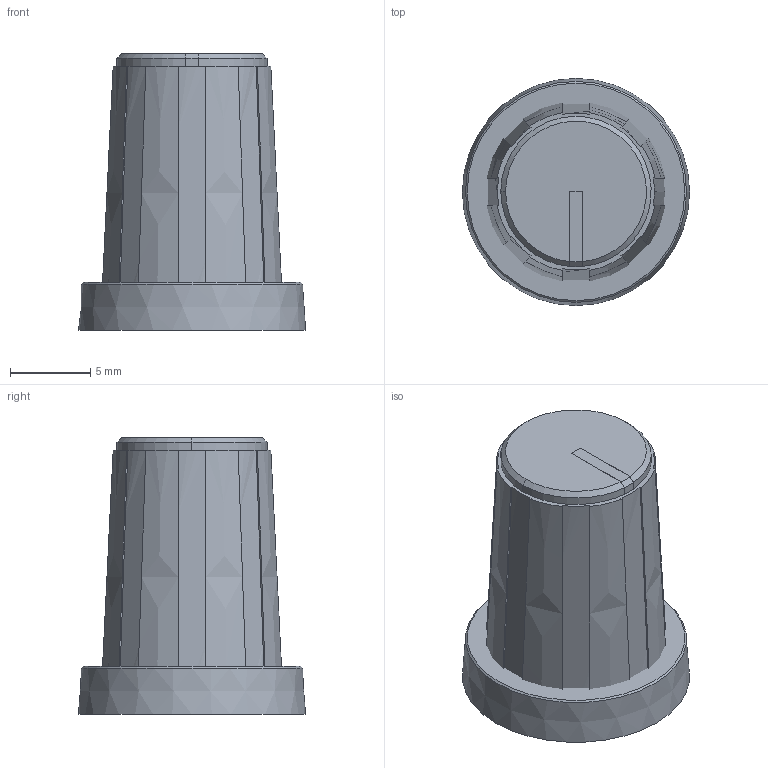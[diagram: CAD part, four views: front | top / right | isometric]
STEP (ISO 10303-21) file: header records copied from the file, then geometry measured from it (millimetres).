
FILE_DESCRIPTION(('FreeCAD Model'),'2;1');
FILE_NAME( 'Sifam_Knob_Small_Skirted.step', '2020-10-06T17:14:48',('kicad StepUp'),('ksu MCAD'), 'Open CASCADE STEP processor 7.3','FreeCAD','Unknown');
FILE_SCHEMA(('AUTOMOTIVE_DESIGN { 1 0 10303 214 1 1 1 1 }'));
Length unit declared in the file: millimetre
Products named in the file (1): Sifam_Knob_Small_Skirted
Bounding box: 14.2 x 14.2 x 17.3 mm (x, y, z)
Volume: 2007.6 mm3; surface area: 1379.8 mm2
Topology: 4 solids, 4 shells, 55 faces, 139 edges, 92 vertices
Faces by surface type: plane 32, cone 21, cylinder 2
Entity records: 2088 total; most frequent: DIRECTION 328, CARTESIAN_POINT 287, ORIENTED_EDGE 278, EDGE_CURVE 139, AXIS2_PLACEMENT_3D 133, VERTEX_POINT 92, LINE 62, VECTOR 62
